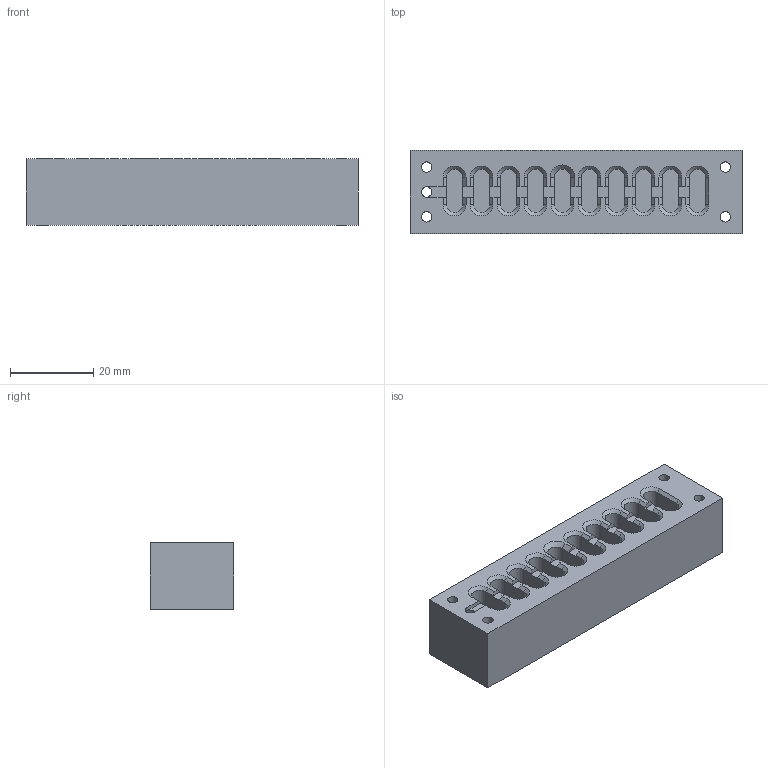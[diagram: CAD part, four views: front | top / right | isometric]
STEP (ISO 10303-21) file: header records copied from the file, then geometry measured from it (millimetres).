
FILE_DESCRIPTION(('FreeCAD Model'),'2;1');
FILE_NAME('Open CASCADE Shape Model','2023-08-14T21:40:53',(''),(''), 'Open CASCADE STEP processor 7.6','FreeCAD','Unknown');
FILE_SCHEMA(('AUTOMOTIVE_DESIGN { 1 0 10303 214 1 1 1 1 }'));
Length unit declared in the file: millimetre
Products named in the file (1): Body
Bounding box: 80 x 20 x 16 mm (x, y, z)
Volume: 19676.7 mm3; surface area: 10465 mm2
Topology: 1 solids, 1 shells, 156 faces, 416 edges, 262 vertices
Faces by surface type: plane 111, cylinder 25, cone 20
Full cylindrical faces by diameter (mm): 2.5 x5
Entity records: 10219 total; most frequent: CARTESIAN_POINT 1673, DIRECTION 1635, LINE 1120, VECTOR 1120, ORIENTED_EDGE 832, PCURVE 832, DEFINITIONAL_REPRESENTATION 832, EDGE_CURVE 416
